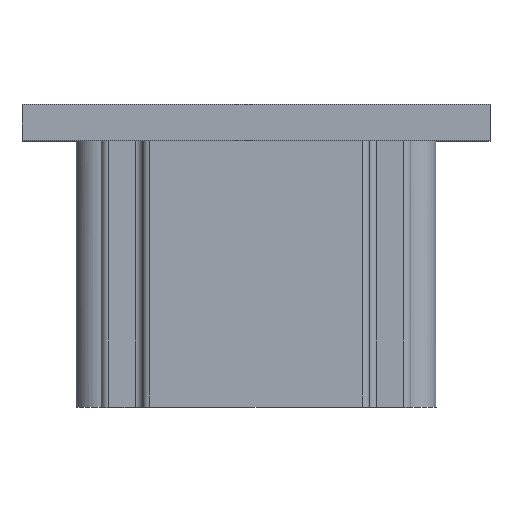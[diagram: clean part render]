
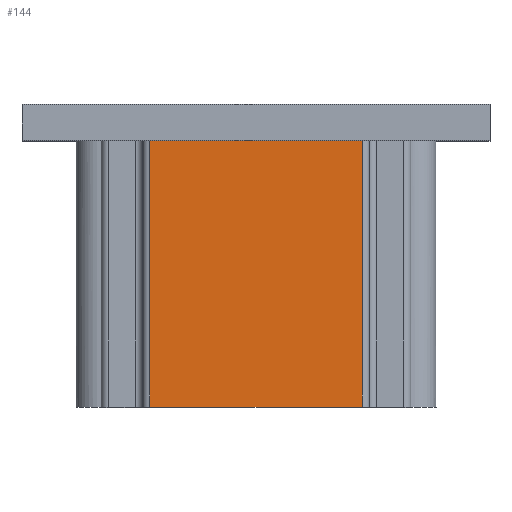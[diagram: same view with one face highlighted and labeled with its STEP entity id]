
A CAD part, top view. The second image highlights one B-rep face of the part: STEP entity #144.
In plain terms, the highlighted planar face has unit normal (0, 0, 1).
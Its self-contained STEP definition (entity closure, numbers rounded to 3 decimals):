
#144 = ADVANCED_FACE( '', ( #287 ), #288, .T. );
#287 = FACE_OUTER_BOUND( '', #426, .T. );
#288 = PLANE( '', #427 );
#426 = EDGE_LOOP( '', ( #818, #819, #820, #821 ) );
#427 = AXIS2_PLACEMENT_3D( '', #822, #823, #824 );
#818 = ORIENTED_EDGE( '', *, *, #1028, .F. );
#819 = ORIENTED_EDGE( '', *, *, #997, .F. );
#820 = ORIENTED_EDGE( '', *, *, #1015, .T. );
#821 = ORIENTED_EDGE( '', *, *, #885, .T. );
#822 = CARTESIAN_POINT( '', ( -2.95, -7.4, 4. ) );
#823 = DIRECTION( '', ( 0., 0., 1. ) );
#824 = DIRECTION( '', ( 1., 0., 0. ) );
#885 = EDGE_CURVE( '', #1066, #1064, #1067, .T. );
#997 = EDGE_CURVE( '', #1239, #1237, #1241, .T. );
#1015 = EDGE_CURVE( '', #1239, #1066, #1264, .T. );
#1028 = EDGE_CURVE( '', #1237, #1064, #1278, .T. );
#1064 = VERTEX_POINT( '', #1325 );
#1066 = VERTEX_POINT( '', #1327 );
#1067 = LINE( '', #1328, #1329 );
#1237 = VERTEX_POINT( '', #1593 );
#1239 = VERTEX_POINT( '', #1595 );
#1241 = LINE( '', #1597, #1598 );
#1264 = LINE( '', #1630, #1631 );
#1278 = LINE( '', #1654, #1655 );
#1325 = CARTESIAN_POINT( '', ( 2.95, 0., 4. ) );
#1327 = CARTESIAN_POINT( '', ( 2.95, -7.4, 4. ) );
#1328 = CARTESIAN_POINT( '', ( 2.95, -7.4, 4. ) );
#1329 = VECTOR( '', #1681, 1000. );
#1593 = CARTESIAN_POINT( '', ( -2.95, 0., 4. ) );
#1595 = CARTESIAN_POINT( '', ( -2.95, -7.4, 4. ) );
#1597 = CARTESIAN_POINT( '', ( -2.95, -7.4, 4. ) );
#1598 = VECTOR( '', #1805, 1000. );
#1630 = CARTESIAN_POINT( '', ( -2.95, -7.4, 4. ) );
#1631 = VECTOR( '', #1827, 1000. );
#1654 = CARTESIAN_POINT( '', ( -2.95, 0., 4. ) );
#1655 = VECTOR( '', #1838, 1000. );
#1681 = DIRECTION( '', ( 0., 1., 0. ) );
#1805 = DIRECTION( '', ( 0., 1., 0. ) );
#1827 = DIRECTION( '', ( 1., 0., 0. ) );
#1838 = DIRECTION( '', ( 1., 0., 0. ) );
